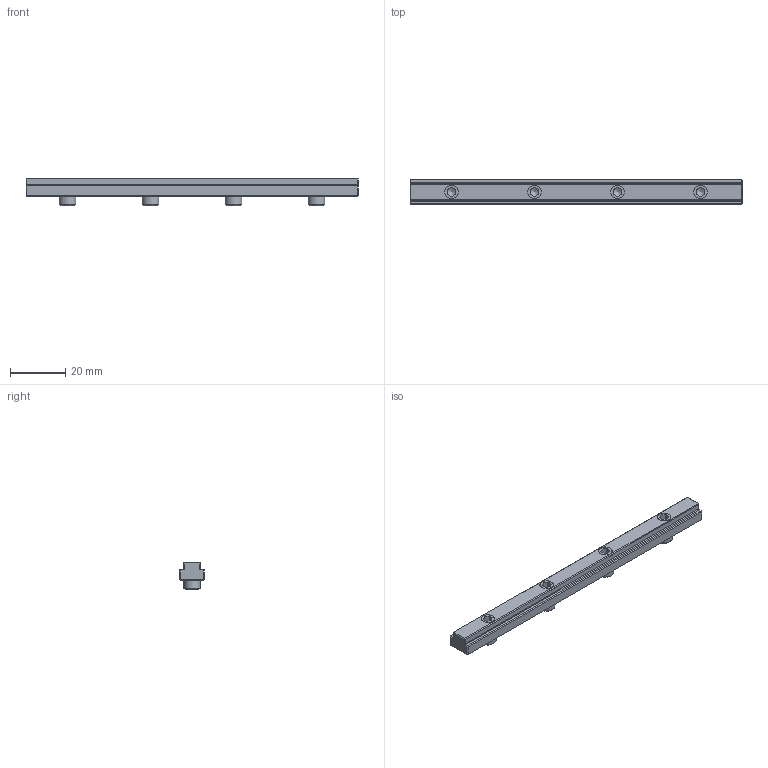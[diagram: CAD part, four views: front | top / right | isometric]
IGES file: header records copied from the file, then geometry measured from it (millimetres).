
Global section: file name: 321307.stp.ipt; native system: Autodesk Inventor 2014; preprocessor: unknown; author: zeman; date: 20151016.101719; units: millimetre
Bounding box: 120 x 9 x 10 mm (x, y, z)
Volume: 6614.5 mm3; surface area: 5000.9 mm2
Topology: 5 solids, 5 shells, 99 faces, 219 edges, 130 vertices
Faces by surface type: plane 73, revolution 10, cone 8, cylinder 4, bspline 4
Full cylindrical faces by diameter (mm): 6 x4
